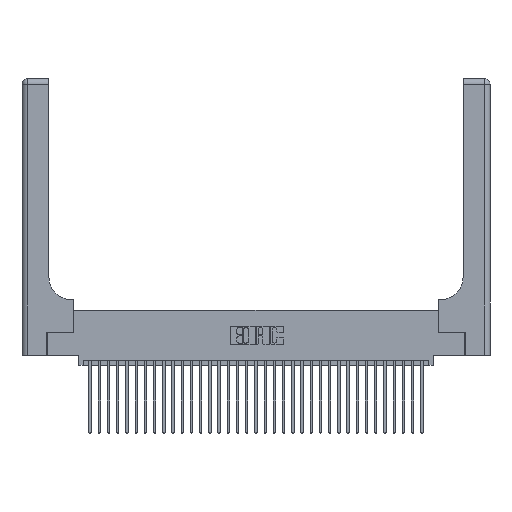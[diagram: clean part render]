
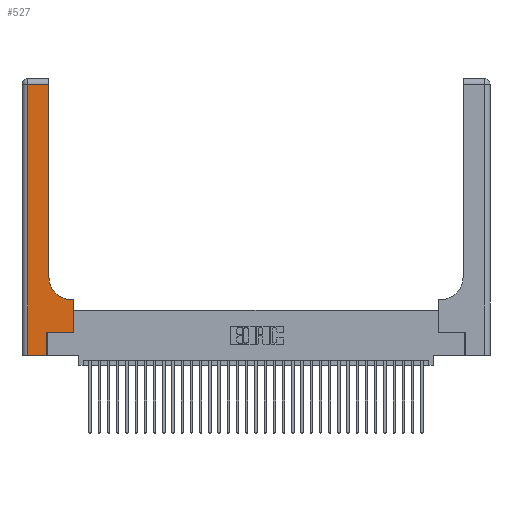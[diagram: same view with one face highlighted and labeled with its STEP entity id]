
A CAD part, top view. The second image highlights one B-rep face of the part: STEP entity #527.
In plain terms, the highlighted planar face has unit normal (0, 0, 1).
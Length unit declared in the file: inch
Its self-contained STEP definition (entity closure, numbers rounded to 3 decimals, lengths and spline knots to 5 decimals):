
#527 = ADVANCED_FACE ( 'NONE', ( #7565 ), #18897, .F. ) ;
#626 = DIRECTION ( 'NONE',  ( 0., 1., 0. ) ) ;
#948 = LINE ( 'NONE', #24998, #27329 ) ;
#2175 = VERTEX_POINT ( 'NONE', #4202 ) ;
#2205 = VERTEX_POINT ( 'NONE', #17812 ) ;
#2743 = LINE ( 'NONE', #10969, #16311 ) ;
#2926 = DIRECTION ( 'NONE',  ( 0., 0., -1. ) ) ;
#3165 = VECTOR ( 'NONE', #28470, 39.37008 ) ;
#4202 = CARTESIAN_POINT ( 'NONE',  ( 0.06, 2.94, 0.37 ) ) ;
#5395 = DIRECTION ( 'NONE',  ( 0., 0., -1. ) ) ;
#6247 = LINE ( 'NONE', #18917, #34139 ) ;
#6490 = CARTESIAN_POINT ( 'NONE',  ( 0.5415, 0.6, 0.37 ) ) ;
#7134 = DIRECTION ( 'NONE',  ( 1., 0., 0. ) ) ;
#7284 = VECTOR ( 'NONE', #9425, 39.37008 ) ;
#7554 = CARTESIAN_POINT ( 'NONE',  ( 0.06, 3., 0.37 ) ) ;
#7565 = FACE_OUTER_BOUND ( 'NONE', #18088, .T. ) ;
#7734 = CARTESIAN_POINT ( 'NONE',  ( 0.269, 0.25, 0.37 ) ) ;
#8428 = VECTOR ( 'NONE', #29231, 39.37008 ) ;
#9425 = DIRECTION ( 'NONE',  ( -1., 0., 0. ) ) ;
#9830 = VECTOR ( 'NONE', #7134, 39.37008 ) ;
#9839 = CARTESIAN_POINT ( 'NONE',  ( 0.269, 0.25, 0.37 ) ) ;
#10583 = VERTEX_POINT ( 'NONE', #14755 ) ;
#10689 = AXIS2_PLACEMENT_3D ( 'NONE', #19197, #2926, #21968 ) ;
#10969 = CARTESIAN_POINT ( 'NONE',  ( 0., 0., 0.37 ) ) ;
#11063 = VECTOR ( 'NONE', #29069, 39.37008 ) ;
#12649 = EDGE_CURVE ( 'NONE', #22726, #30501, #6247, .T. ) ;
#13249 = EDGE_CURVE ( 'NONE', #17930, #2205, #2743, .T. ) ;
#13667 = DIRECTION ( 'NONE',  ( 1., 0., 0. ) ) ;
#14755 = CARTESIAN_POINT ( 'NONE',  ( 0.2915, 2.94, 0.37 ) ) ;
#14767 = EDGE_CURVE ( 'NONE', #2205, #32526, #948, .T. ) ;
#14792 = CARTESIAN_POINT ( 'NONE',  ( 0., 2.94, 0.37 ) ) ;
#14937 = ORIENTED_EDGE ( 'NONE', *, *, #18703, .T. ) ;
#15393 = CARTESIAN_POINT ( 'NONE',  ( 0.5585, 0.6, 0.37 ) ) ;
#15587 = LINE ( 'NONE', #7554, #8428 ) ;
#16311 = VECTOR ( 'NONE', #13667, 39.37008 ) ;
#16379 = ORIENTED_EDGE ( 'NONE', *, *, #31722, .T. ) ;
#16923 = ORIENTED_EDGE ( 'NONE', *, *, #12649, .T. ) ;
#17376 = VERTEX_POINT ( 'NONE', #6490 ) ;
#17783 = CARTESIAN_POINT ( 'NONE',  ( 0.5585, 0.25, 0.37 ) ) ;
#17812 = CARTESIAN_POINT ( 'NONE',  ( 0.269, 0., 0.37 ) ) ;
#17930 = VERTEX_POINT ( 'NONE', #20088 ) ;
#18088 = EDGE_LOOP ( 'NONE', ( #33197, #18599, #16379, #34503, #23920, #14937, #16923, #29786, #23153 ) ) ;
#18599 = ORIENTED_EDGE ( 'NONE', *, *, #21972, .T. ) ;
#18703 = EDGE_CURVE ( 'NONE', #32526, #22726, #31425, .T. ) ;
#18897 = PLANE ( 'NONE',  #32121 ) ;
#18917 = CARTESIAN_POINT ( 'NONE',  ( 0.5585, 0.25, 0.37 ) ) ;
#19103 = LINE ( 'NONE', #26369, #11063 ) ;
#19197 = CARTESIAN_POINT ( 'NONE',  ( 0.5415, 0.85, 0.37 ) ) ;
#19988 = LINE ( 'NONE', #25687, #7284 ) ;
#20088 = CARTESIAN_POINT ( 'NONE',  ( 0.06, 0., 0.37 ) ) ;
#21669 = CARTESIAN_POINT ( 'NONE',  ( 0., 3., 0.37 ) ) ;
#21968 = DIRECTION ( 'NONE',  ( 1., 0., 0. ) ) ;
#21972 = EDGE_CURVE ( 'NONE', #10583, #2175, #24869, .T. ) ;
#22108 = CIRCLE ( 'NONE', #10689, 0.25 ) ;
#22726 = VERTEX_POINT ( 'NONE', #17783 ) ;
#23153 = ORIENTED_EDGE ( 'NONE', *, *, #30651, .T. ) ;
#23920 = ORIENTED_EDGE ( 'NONE', *, *, #14767, .T. ) ;
#24399 = DIRECTION ( 'NONE',  ( -1., 0., 0. ) ) ;
#24869 = LINE ( 'NONE', #14792, #3165 ) ;
#24998 = CARTESIAN_POINT ( 'NONE',  ( 0.269, 0., 0.37 ) ) ;
#25497 = EDGE_CURVE ( 'NONE', #30501, #17376, #19988, .T. ) ;
#25687 = CARTESIAN_POINT ( 'NONE',  ( 0.2915, 0.6, 0.37 ) ) ;
#26369 = CARTESIAN_POINT ( 'NONE',  ( 0.2915, 3., 0.37 ) ) ;
#27329 = VECTOR ( 'NONE', #626, 39.37008 ) ;
#28470 = DIRECTION ( 'NONE',  ( -1., 0., 0. ) ) ;
#29069 = DIRECTION ( 'NONE',  ( 0., 1., 0. ) ) ;
#29231 = DIRECTION ( 'NONE',  ( 0., -1., 0. ) ) ;
#29786 = ORIENTED_EDGE ( 'NONE', *, *, #25497, .T. ) ;
#30501 = VERTEX_POINT ( 'NONE', #15393 ) ;
#30522 = EDGE_CURVE ( 'NONE', #33878, #10583, #19103, .T. ) ;
#30651 = EDGE_CURVE ( 'NONE', #17376, #33878, #22108, .T. ) ;
#31425 = LINE ( 'NONE', #9839, #9830 ) ;
#31722 = EDGE_CURVE ( 'NONE', #2175, #17930, #15587, .T. ) ;
#32121 = AXIS2_PLACEMENT_3D ( 'NONE', #21669, #5395, #24399 ) ;
#32387 = DIRECTION ( 'NONE',  ( 0., 1., 0. ) ) ;
#32526 = VERTEX_POINT ( 'NONE', #7734 ) ;
#33197 = ORIENTED_EDGE ( 'NONE', *, *, #30522, .T. ) ;
#33878 = VERTEX_POINT ( 'NONE', #34788 ) ;
#34139 = VECTOR ( 'NONE', #32387, 39.37008 ) ;
#34503 = ORIENTED_EDGE ( 'NONE', *, *, #13249, .T. ) ;
#34788 = CARTESIAN_POINT ( 'NONE',  ( 0.2915, 0.85, 0.37 ) ) ;
